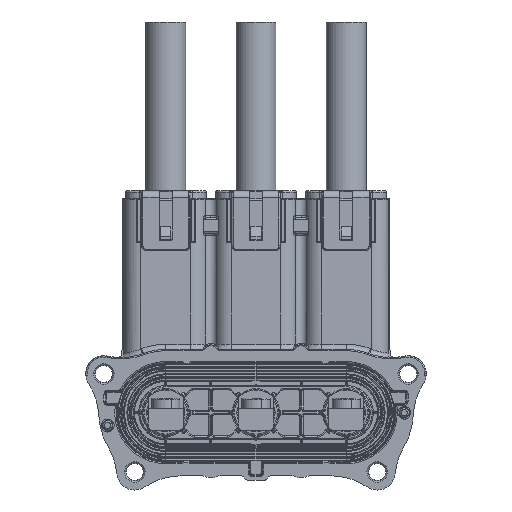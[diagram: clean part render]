
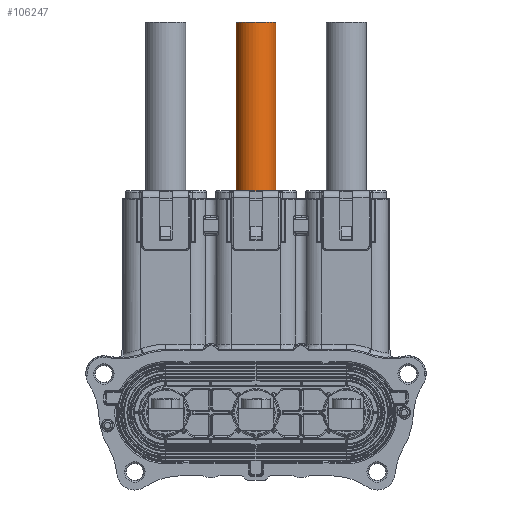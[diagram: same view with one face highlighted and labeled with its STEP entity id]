
A CAD part, front view. The second image highlights one B-rep face of the part: STEP entity #106247.
In plain terms, the highlighted cylindrical face has radius 7.75 mm (diameter 15.5 mm), a partial arc.
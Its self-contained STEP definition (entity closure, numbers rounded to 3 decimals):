
#886 = EDGE_LOOP ( 'NONE', ( #134648, #92440, #46501, #108189 ) ) ;
#2793 = CARTESIAN_POINT ( 'NONE',  ( 25.25, 7., 140. ) ) ;
#12077 = CARTESIAN_POINT ( 'NONE',  ( 40.75, 7., 71.5 ) ) ;
#16540 = EDGE_CURVE ( 'NONE', #54336, #83086, #239574, .T. ) ;
#39128 = EDGE_CURVE ( 'NONE', #53162, #125511, #156888, .T. ) ;
#39488 = DIRECTION ( 'NONE',  ( -1., 0., 0. ) ) ;
#46501 = ORIENTED_EDGE ( 'NONE', *, *, #39128, .T. ) ;
#50575 = DIRECTION ( 'NONE',  ( 0., 0., -1. ) ) ;
#53162 = VERTEX_POINT ( 'NONE', #187495 ) ;
#54336 = VERTEX_POINT ( 'NONE', #197830 ) ;
#66747 = FACE_OUTER_BOUND ( 'NONE', #886, .T. ) ;
#66813 = CARTESIAN_POINT ( 'NONE',  ( 25.25, 7., 71.5 ) ) ;
#83086 = VERTEX_POINT ( 'NONE', #12077 ) ;
#92440 = ORIENTED_EDGE ( 'NONE', *, *, #146513, .T. ) ;
#95302 = DIRECTION ( 'NONE',  ( 0., 0., 1. ) ) ;
#95855 = DIRECTION ( 'NONE',  ( 0., 0., -1. ) ) ;
#96922 = DIRECTION ( 'NONE',  ( 0., 0., -1. ) ) ;
#100252 = CIRCLE ( 'NONE', #115944, 7.75 ) ;
#104183 = EDGE_CURVE ( 'NONE', #125511, #83086, #153531, .T. ) ;
#105642 = CARTESIAN_POINT ( 'NONE',  ( 33., 7., 140. ) ) ;
#106247 = ADVANCED_FACE ( 'NONE', ( #66747 ), #214678, .T. ) ;
#108189 = ORIENTED_EDGE ( 'NONE', *, *, #104183, .T. ) ;
#114038 = AXIS2_PLACEMENT_3D ( 'NONE', #105642, #50575, #180308 ) ;
#115944 = AXIS2_PLACEMENT_3D ( 'NONE', #170824, #150520, #39488 ) ;
#125511 = VERTEX_POINT ( 'NONE', #66813 ) ;
#133866 = CARTESIAN_POINT ( 'NONE',  ( 40.75, 7., 140. ) ) ;
#134648 = ORIENTED_EDGE ( 'NONE', *, *, #16540, .F. ) ;
#146513 = EDGE_CURVE ( 'NONE', #54336, #53162, #100252, .T. ) ;
#150520 = DIRECTION ( 'NONE',  ( 0., 0., -1. ) ) ;
#153531 = CIRCLE ( 'NONE', #187708, 7.75 ) ;
#156888 = LINE ( 'NONE', #2793, #208986 ) ;
#170714 = DIRECTION ( 'NONE',  ( 0., -1., 0. ) ) ;
#170824 = CARTESIAN_POINT ( 'NONE',  ( 33., 7., 140. ) ) ;
#180308 = DIRECTION ( 'NONE',  ( -1., 0., 0. ) ) ;
#187495 = CARTESIAN_POINT ( 'NONE',  ( 25.25, 7., 140. ) ) ;
#187708 = AXIS2_PLACEMENT_3D ( 'NONE', #188562, #95302, #170714 ) ;
#188562 = CARTESIAN_POINT ( 'NONE',  ( 33., 7., 71.5 ) ) ;
#197830 = CARTESIAN_POINT ( 'NONE',  ( 40.75, 7., 140. ) ) ;
#208986 = VECTOR ( 'NONE', #96922, 1000. ) ;
#214678 = CYLINDRICAL_SURFACE ( 'NONE', #114038, 7.75 ) ;
#236788 = VECTOR ( 'NONE', #95855, 1000. ) ;
#239574 = LINE ( 'NONE', #133866, #236788 ) ;
